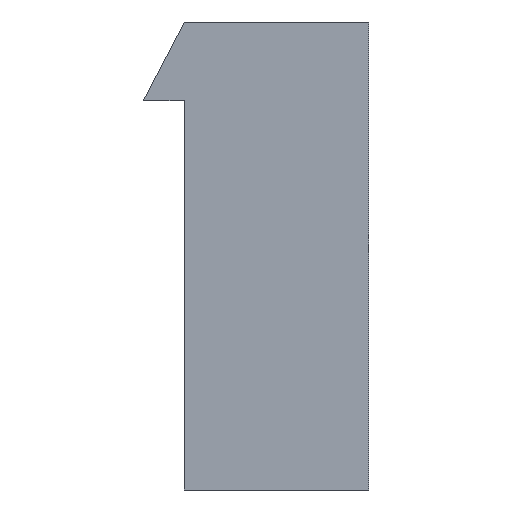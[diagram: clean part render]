
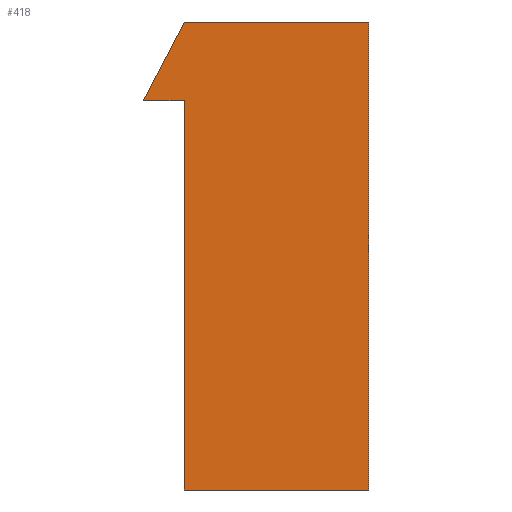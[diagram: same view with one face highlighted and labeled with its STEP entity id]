
A CAD part, left-side view. The second image highlights one B-rep face of the part: STEP entity #418.
In plain terms, the highlighted planar face has unit normal (-1, 0, 0).
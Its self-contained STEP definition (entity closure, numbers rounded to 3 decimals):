
#418 = ADVANCED_FACE( '', ( #873 ), #874, .F. );
#873 = FACE_OUTER_BOUND( '', #1361, .T. );
#874 = PLANE( '', #1362 );
#1361 = EDGE_LOOP( '', ( #2559, #2560, #2561, #2562, #2563, #2564 ) );
#1362 = AXIS2_PLACEMENT_3D( '', #2565, #2566, #2567 );
#2559 = ORIENTED_EDGE( '', *, *, #3329, .F. );
#2560 = ORIENTED_EDGE( '', *, *, #3445, .F. );
#2561 = ORIENTED_EDGE( '', *, *, #3210, .F. );
#2562 = ORIENTED_EDGE( '', *, *, #3358, .F. );
#2563 = ORIENTED_EDGE( '', *, *, #3498, .F. );
#2564 = ORIENTED_EDGE( '', *, *, #3385, .F. );
#2565 = CARTESIAN_POINT( '', ( -10.155, 0., 0. ) );
#2566 = DIRECTION( '', ( 1., 0., 0. ) );
#2567 = DIRECTION( '', ( 0., 0., -1. ) );
#3210 = EDGE_CURVE( '', #3960, #3961, #3962, .T. );
#3329 = EDGE_CURVE( '', #4143, #4119, #4145, .T. );
#3358 = EDGE_CURVE( '', #4187, #3960, #4188, .T. );
#3385 = EDGE_CURVE( '', #4119, #4225, #4226, .T. );
#3445 = EDGE_CURVE( '', #3961, #4143, #4300, .T. );
#3498 = EDGE_CURVE( '', #4225, #4187, #4364, .T. );
#3960 = VERTEX_POINT( '', #5014 );
#3961 = VERTEX_POINT( '', #5015 );
#3962 = LINE( '', #5016, #5017 );
#4119 = VERTEX_POINT( '', #5257 );
#4143 = VERTEX_POINT( '', #5296 );
#4145 = LINE( '', #5299, #5300 );
#4187 = VERTEX_POINT( '', #5364 );
#4188 = LINE( '', #5365, #5366 );
#4225 = VERTEX_POINT( '', #5424 );
#4226 = LINE( '', #5425, #5426 );
#4300 = LINE( '', #5540, #5541 );
#4364 = LINE( '', #5636, #5637 );
#5014 = CARTESIAN_POINT( '', ( -10.155, 3.15, 6.65 ) );
#5015 = CARTESIAN_POINT( '', ( -10.155, 4.55, 6.65 ) );
#5016 = CARTESIAN_POINT( '', ( -10.155, 3.15, 6.65 ) );
#5017 = VECTOR( '', #5945, 1000. );
#5257 = CARTESIAN_POINT( '', ( -10.155, -3.15, 9.35 ) );
#5296 = CARTESIAN_POINT( '', ( -10.155, 3.15, 9.35 ) );
#5299 = CARTESIAN_POINT( '', ( -10.155, 3.15, 9.35 ) );
#5300 = VECTOR( '', #6045, 1000. );
#5364 = CARTESIAN_POINT( '', ( -10.155, 3.15, -6.65 ) );
#5365 = CARTESIAN_POINT( '', ( -10.155, 3.15, -6.65 ) );
#5366 = VECTOR( '', #6068, 1000. );
#5424 = CARTESIAN_POINT( '', ( -10.155, -3.15, -6.65 ) );
#5425 = CARTESIAN_POINT( '', ( -10.155, -3.15, 9.35 ) );
#5426 = VECTOR( '', #6090, 1000. );
#5540 = CARTESIAN_POINT( '', ( -10.155, 4.55, 6.65 ) );
#5541 = VECTOR( '', #6131, 1000. );
#5636 = CARTESIAN_POINT( '', ( -10.155, -3.15, -6.65 ) );
#5637 = VECTOR( '', #6163, 1000. );
#5945 = DIRECTION( '', ( 0., 1., 0. ) );
#6045 = DIRECTION( '', ( 0., -1., 0. ) );
#6068 = DIRECTION( '', ( 0., 0., 1. ) );
#6090 = DIRECTION( '', ( 0., 0., -1. ) );
#6131 = DIRECTION( '', ( 0., -0.46, 0.888 ) );
#6163 = DIRECTION( '', ( 0., 1., 0. ) );
